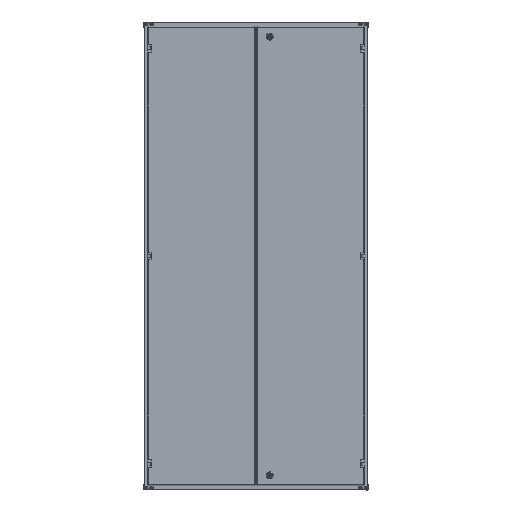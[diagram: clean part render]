
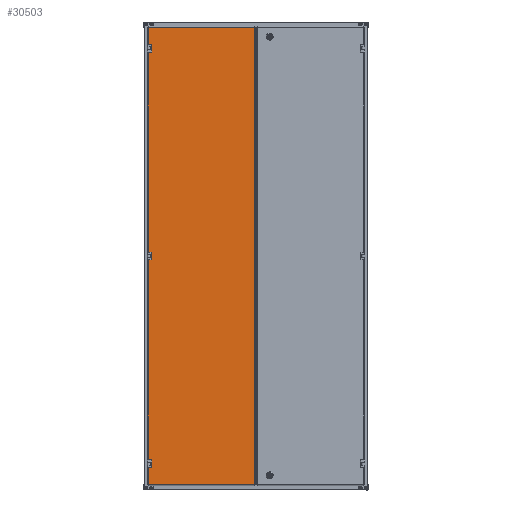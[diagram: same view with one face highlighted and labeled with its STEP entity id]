
A CAD part, top view. The second image highlights one B-rep face of the part: STEP entity #30503.
In plain terms, the highlighted planar face has unit normal (0, 0, 1).
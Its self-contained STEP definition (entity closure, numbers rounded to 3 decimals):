
#5 = DIRECTION ( 'NONE',  ( 0., -1., 0. ) ) ;
#561 = LINE ( 'NONE', #35010, #911 ) ;
#911 = VECTOR ( 'NONE', #55124, 1000. ) ;
#1862 = VECTOR ( 'NONE', #29393, 1000. ) ;
#2429 = LINE ( 'NONE', #27789, #33395 ) ;
#3397 = DIRECTION ( 'NONE',  ( -1., 0., 0. ) ) ;
#4834 = EDGE_CURVE ( 'NONE', #25097, #38519, #29666, .T. ) ;
#5573 = EDGE_CURVE ( 'NONE', #22224, #11299, #44063, .T. ) ;
#7099 = EDGE_CURVE ( 'NONE', #17729, #38519, #37100, .T. ) ;
#8715 = CARTESIAN_POINT ( 'NONE',  ( 214., -846.1, 0. ) ) ;
#9229 = LINE ( 'NONE', #63136, #14893 ) ;
#9907 = LINE ( 'NONE', #24547, #1862 ) ;
#10865 = CARTESIAN_POINT ( 'NONE',  ( 214., -921., 0. ) ) ;
#11299 = VERTEX_POINT ( 'NONE', #27246 ) ;
#11591 = EDGE_CURVE ( 'NONE', #12713, #17729, #20382, .T. ) ;
#11800 = DIRECTION ( 'NONE',  ( 0., 1., 0. ) ) ;
#11839 = ORIENTED_EDGE ( 'NONE', *, *, #37425, .F. ) ;
#11986 = CARTESIAN_POINT ( 'NONE',  ( 205., 846.1, 0. ) ) ;
#12286 = VECTOR ( 'NONE', #29068, 1000. ) ;
#12524 = VECTOR ( 'NONE', #5, 1000. ) ;
#12713 = VERTEX_POINT ( 'NONE', #60760 ) ;
#12739 = VERTEX_POINT ( 'NONE', #51007 ) ;
#12895 = VERTEX_POINT ( 'NONE', #61955 ) ;
#13011 = CARTESIAN_POINT ( 'NONE',  ( 214., -825.9, 0. ) ) ;
#13085 = CARTESIAN_POINT ( 'NONE',  ( 214., -924., 0. ) ) ;
#13308 = CARTESIAN_POINT ( 'NONE',  ( 205., 10.1, 0. ) ) ;
#13392 = LINE ( 'NONE', #45432, #19866 ) ;
#14140 = EDGE_LOOP ( 'NONE', ( #33293, #11839, #28981, #59848, #25596, #33266, #33424, #28115, #60257, #16063, #35343, #15937, #41781, #18097, #44719, #27232 ) ) ;
#14630 = LINE ( 'NONE', #24398, #46536 ) ;
#14779 = CARTESIAN_POINT ( 'NONE',  ( 214., 921., 0. ) ) ;
#14893 = VECTOR ( 'NONE', #33587, 1000. ) ;
#15114 = CARTESIAN_POINT ( 'NONE',  ( 205., -10.1, 0. ) ) ;
#15176 = EDGE_CURVE ( 'NONE', #12739, #12713, #32538, .T. ) ;
#15418 = LINE ( 'NONE', #14779, #12286 ) ;
#15535 = CARTESIAN_POINT ( 'NONE',  ( 0., 0., 0. ) ) ;
#15889 = CARTESIAN_POINT ( 'NONE',  ( 205., -825.9, 0. ) ) ;
#15937 = ORIENTED_EDGE ( 'NONE', *, *, #30520, .T. ) ;
#16061 = VECTOR ( 'NONE', #51706, 1000. ) ;
#16063 = ORIENTED_EDGE ( 'NONE', *, *, #18401, .F. ) ;
#16333 = VERTEX_POINT ( 'NONE', #15889 ) ;
#16698 = VERTEX_POINT ( 'NONE', #13011 ) ;
#16988 = CARTESIAN_POINT ( 'NONE',  ( -214., 924., 0. ) ) ;
#17729 = VERTEX_POINT ( 'NONE', #10865 ) ;
#18097 = ORIENTED_EDGE ( 'NONE', *, *, #43176, .F. ) ;
#18362 = EDGE_CURVE ( 'NONE', #26279, #12739, #15418, .T. ) ;
#18401 = EDGE_CURVE ( 'NONE', #16333, #25097, #9907, .T. ) ;
#19866 = VECTOR ( 'NONE', #33189, 1000. ) ;
#20097 = DIRECTION ( 'NONE',  ( 1., 0., 0. ) ) ;
#20382 = LINE ( 'NONE', #45053, #62592 ) ;
#21054 = CARTESIAN_POINT ( 'NONE',  ( 214., 10.1, 0. ) ) ;
#21938 = VERTEX_POINT ( 'NONE', #15114 ) ;
#22224 = VERTEX_POINT ( 'NONE', #27425 ) ;
#23724 = EDGE_CURVE ( 'NONE', #21938, #49515, #13392, .T. ) ;
#24398 = CARTESIAN_POINT ( 'NONE',  ( 214., -924., 0. ) ) ;
#24547 = CARTESIAN_POINT ( 'NONE',  ( 205., -846.1, 0. ) ) ;
#25097 = VERTEX_POINT ( 'NONE', #44475 ) ;
#25455 = CARTESIAN_POINT ( 'NONE',  ( 205., -846.1, 0. ) ) ;
#25596 = ORIENTED_EDGE ( 'NONE', *, *, #18362, .T. ) ;
#25711 = DIRECTION ( 'NONE',  ( -1., 0., 0. ) ) ;
#26279 = VERTEX_POINT ( 'NONE', #51912 ) ;
#27232 = ORIENTED_EDGE ( 'NONE', *, *, #33089, .T. ) ;
#27246 = CARTESIAN_POINT ( 'NONE',  ( 214., 825.9, 0. ) ) ;
#27425 = CARTESIAN_POINT ( 'NONE',  ( 205., 825.9, 0. ) ) ;
#27789 = CARTESIAN_POINT ( 'NONE',  ( 205., -825.9, 0. ) ) ;
#28115 = ORIENTED_EDGE ( 'NONE', *, *, #7099, .T. ) ;
#28981 = ORIENTED_EDGE ( 'NONE', *, *, #44935, .F. ) ;
#29068 = DIRECTION ( 'NONE',  ( -1., 0., 0. ) ) ;
#29393 = DIRECTION ( 'NONE',  ( 0., -1., 0. ) ) ;
#29454 = DIRECTION ( 'NONE',  ( 1., 0., 0. ) ) ;
#29666 = LINE ( 'NONE', #25455, #38331 ) ;
#30503 = ADVANCED_FACE ( 'NONE', ( #44761 ), #44124, .T. ) ;
#30520 = EDGE_CURVE ( 'NONE', #16698, #49515, #561, .T. ) ;
#30624 = DIRECTION ( 'NONE',  ( 1., 0., 0. ) ) ;
#31193 = VECTOR ( 'NONE', #29454, 1000. ) ;
#31611 = LINE ( 'NONE', #13085, #53952 ) ;
#31842 = LINE ( 'NONE', #36723, #41457 ) ;
#32466 = LINE ( 'NONE', #13308, #35660 ) ;
#32538 = LINE ( 'NONE', #16988, #16061 ) ;
#33089 = EDGE_CURVE ( 'NONE', #47026, #11299, #14630, .T. ) ;
#33189 = DIRECTION ( 'NONE',  ( 1., 0., 0. ) ) ;
#33230 = CARTESIAN_POINT ( 'NONE',  ( 214., -10.1, 0. ) ) ;
#33266 = ORIENTED_EDGE ( 'NONE', *, *, #15176, .T. ) ;
#33293 = ORIENTED_EDGE ( 'NONE', *, *, #5573, .F. ) ;
#33395 = VECTOR ( 'NONE', #3397, 1000. ) ;
#33424 = ORIENTED_EDGE ( 'NONE', *, *, #11591, .T. ) ;
#33587 = DIRECTION ( 'NONE',  ( -1., 0., 0. ) ) ;
#35010 = CARTESIAN_POINT ( 'NONE',  ( 214., -924., 0. ) ) ;
#35343 = ORIENTED_EDGE ( 'NONE', *, *, #54550, .F. ) ;
#35482 = EDGE_CURVE ( 'NONE', #47026, #54606, #31842, .T. ) ;
#35660 = VECTOR ( 'NONE', #53228, 1000. ) ;
#36723 = CARTESIAN_POINT ( 'NONE',  ( 205., 10.1, 0. ) ) ;
#37079 = EDGE_CURVE ( 'NONE', #12895, #26279, #31611, .T. ) ;
#37100 = LINE ( 'NONE', #62106, #54823 ) ;
#37215 = CARTESIAN_POINT ( 'NONE',  ( 205., 10.1, 0. ) ) ;
#37425 = EDGE_CURVE ( 'NONE', #45579, #22224, #56456, .T. ) ;
#38331 = VECTOR ( 'NONE', #30624, 1000. ) ;
#38519 = VERTEX_POINT ( 'NONE', #8715 ) ;
#41205 = CARTESIAN_POINT ( 'NONE',  ( 205., 846.1, 0. ) ) ;
#41457 = VECTOR ( 'NONE', #25711, 1000. ) ;
#41781 = ORIENTED_EDGE ( 'NONE', *, *, #23724, .F. ) ;
#43176 = EDGE_CURVE ( 'NONE', #54606, #21938, #32466, .T. ) ;
#44063 = LINE ( 'NONE', #59650, #31193 ) ;
#44124 = PLANE ( 'NONE',  #55869 ) ;
#44475 = CARTESIAN_POINT ( 'NONE',  ( 205., -846.1, 0. ) ) ;
#44719 = ORIENTED_EDGE ( 'NONE', *, *, #35482, .F. ) ;
#44761 = FACE_OUTER_BOUND ( 'NONE', #14140, .T. ) ;
#44935 = EDGE_CURVE ( 'NONE', #12895, #45579, #9229, .T. ) ;
#45053 = CARTESIAN_POINT ( 'NONE',  ( -214., -921., 0. ) ) ;
#45432 = CARTESIAN_POINT ( 'NONE',  ( 205., -10.1, 0. ) ) ;
#45579 = VERTEX_POINT ( 'NONE', #41205 ) ;
#46536 = VECTOR ( 'NONE', #52953, 1000. ) ;
#47026 = VERTEX_POINT ( 'NONE', #21054 ) ;
#49515 = VERTEX_POINT ( 'NONE', #33230 ) ;
#51007 = CARTESIAN_POINT ( 'NONE',  ( -214., 921., 0. ) ) ;
#51706 = DIRECTION ( 'NONE',  ( 0., -1., 0. ) ) ;
#51912 = CARTESIAN_POINT ( 'NONE',  ( 214., 921., 0. ) ) ;
#52953 = DIRECTION ( 'NONE',  ( 0., 1., 0. ) ) ;
#53228 = DIRECTION ( 'NONE',  ( 0., -1., 0. ) ) ;
#53952 = VECTOR ( 'NONE', #56907, 1000. ) ;
#54550 = EDGE_CURVE ( 'NONE', #16698, #16333, #2429, .T. ) ;
#54606 = VERTEX_POINT ( 'NONE', #37215 ) ;
#54823 = VECTOR ( 'NONE', #11800, 1000. ) ;
#55124 = DIRECTION ( 'NONE',  ( 0., 1., 0. ) ) ;
#55869 = AXIS2_PLACEMENT_3D ( 'NONE', #15535, #59710, #20097 ) ;
#56456 = LINE ( 'NONE', #11986, #12524 ) ;
#56907 = DIRECTION ( 'NONE',  ( 0., 1., 0. ) ) ;
#59650 = CARTESIAN_POINT ( 'NONE',  ( 205., 825.9, 0. ) ) ;
#59710 = DIRECTION ( 'NONE',  ( 0., 0., 1. ) ) ;
#59848 = ORIENTED_EDGE ( 'NONE', *, *, #37079, .T. ) ;
#60257 = ORIENTED_EDGE ( 'NONE', *, *, #4834, .F. ) ;
#60760 = CARTESIAN_POINT ( 'NONE',  ( -214., -921., 0. ) ) ;
#61955 = CARTESIAN_POINT ( 'NONE',  ( 214., 846.1, 0. ) ) ;
#62106 = CARTESIAN_POINT ( 'NONE',  ( 214., -924., 0. ) ) ;
#62592 = VECTOR ( 'NONE', #64215, 1000. ) ;
#63136 = CARTESIAN_POINT ( 'NONE',  ( 205., 846.1, 0. ) ) ;
#64215 = DIRECTION ( 'NONE',  ( 1., 0., 0. ) ) ;
